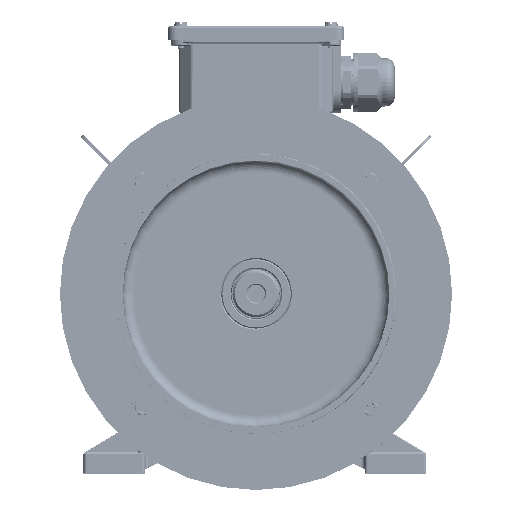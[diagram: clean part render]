
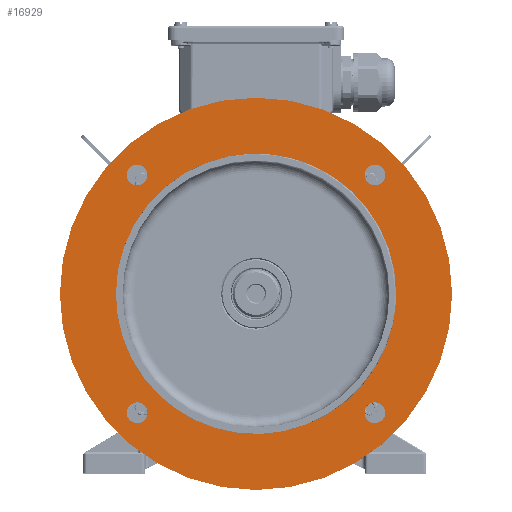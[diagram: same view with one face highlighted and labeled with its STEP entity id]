
A CAD part, top view. The second image highlights one B-rep face of the part: STEP entity #16929.
In plain terms, the highlighted planar face has unit normal (0, 0, 1).
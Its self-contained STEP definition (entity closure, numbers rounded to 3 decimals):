
#10034=PLANE('',#156225);
#12859=FACE_BOUND('',#36209,.T.);
#12860=FACE_BOUND('',#36210,.T.);
#12861=FACE_BOUND('',#36211,.T.);
#12862=FACE_BOUND('',#36212,.T.);
#12863=FACE_BOUND('',#36213,.T.);
#12864=FACE_BOUND('',#36214,.T.);
#16929=ADVANCED_FACE('',(#12859,#12860,#12861,#12862,#12863,#12864),#10034,
 .T.);
#36209=EDGE_LOOP('',(#81838,#81839));
#36210=EDGE_LOOP('',(#81840,#81841));
#36211=EDGE_LOOP('',(#81842,#81843));
#36212=EDGE_LOOP('',(#81844,#81845));
#36213=EDGE_LOOP('',(#81846,#81847));
#36214=EDGE_LOOP('',(#81848,#81849));
#81838=ORIENTED_EDGE('',*,*,#132622,.F.);
#81839=ORIENTED_EDGE('',*,*,#132621,.F.);
#81840=ORIENTED_EDGE('',*,*,#132618,.F.);
#81841=ORIENTED_EDGE('',*,*,#132617,.F.);
#81842=ORIENTED_EDGE('',*,*,#132614,.F.);
#81843=ORIENTED_EDGE('',*,*,#132613,.F.);
#81844=ORIENTED_EDGE('',*,*,#132770,.F.);
#81845=ORIENTED_EDGE('',*,*,#132625,.F.);
#81846=ORIENTED_EDGE('',*,*,#132691,.T.);
#81847=ORIENTED_EDGE('',*,*,#132771,.T.);
#81848=ORIENTED_EDGE('',*,*,#132696,.F.);
#81849=ORIENTED_EDGE('',*,*,#132769,.F.);
#116101=VERTEX_POINT('',#229647);
#116102=VERTEX_POINT('',#229649);
#116103=VERTEX_POINT('',#229655);
#116104=VERTEX_POINT('',#229657);
#116105=VERTEX_POINT('',#229663);
#116106=VERTEX_POINT('',#229665);
#116107=VERTEX_POINT('',#229671);
#116108=VERTEX_POINT('',#229673);
#116167=VERTEX_POINT('',#229816);
#116168=VERTEX_POINT('',#229818);
#116172=VERTEX_POINT('',#229851);
#116173=VERTEX_POINT('',#229853);
#132613=EDGE_CURVE('',#116102,#116101,#148778,.T.);
#132614=EDGE_CURVE('',#116101,#116102,#148779,.T.);
#132617=EDGE_CURVE('',#116104,#116103,#148780,.T.);
#132618=EDGE_CURVE('',#116103,#116104,#148781,.T.);
#132621=EDGE_CURVE('',#116106,#116105,#148782,.T.);
#132622=EDGE_CURVE('',#116105,#116106,#148783,.T.);
#132625=EDGE_CURVE('',#116108,#116107,#148784,.T.);
#132691=EDGE_CURVE('',#116168,#116167,#148819,.T.);
#132696=EDGE_CURVE('',#116172,#116173,#148821,.T.);
#132769=EDGE_CURVE('',#116173,#116172,#148861,.T.);
#132770=EDGE_CURVE('',#116107,#116108,#148862,.T.);
#132771=EDGE_CURVE('',#116167,#116168,#148863,.T.);
#148778=CIRCLE('',#156084,9.25);
#148779=CIRCLE('',#156086,9.25);
#148780=CIRCLE('',#156088,9.25);
#148781=CIRCLE('',#156090,9.25);
#148782=CIRCLE('',#156092,9.25);
#148783=CIRCLE('',#156094,9.25);
#148784=CIRCLE('',#156096,9.25);
#148819=CIRCLE('',#156149,175.);
#148821=CIRCLE('',#156152,125.);
#148861=CIRCLE('',#156221,125.);
#148862=CIRCLE('',#156223,9.25);
#148863=CIRCLE('',#156224,175.);
#156084=AXIS2_PLACEMENT_3D('',#229650,#176908,#176909);
#156086=AXIS2_PLACEMENT_3D('',#229652,#176912,#176913);
#156088=AXIS2_PLACEMENT_3D('',#229658,#176918,#176919);
#156090=AXIS2_PLACEMENT_3D('',#229660,#176922,#176923);
#156092=AXIS2_PLACEMENT_3D('',#229666,#176928,#176929);
#156094=AXIS2_PLACEMENT_3D('',#229668,#176932,#176933);
#156096=AXIS2_PLACEMENT_3D('',#229674,#176938,#176939);
#156149=AXIS2_PLACEMENT_3D('',#229817,#177075,#177076);
#156152=AXIS2_PLACEMENT_3D('',#229852,#177083,#177084);
#156221=AXIS2_PLACEMENT_3D('',#230079,#177245,#177246);
#156223=AXIS2_PLACEMENT_3D('',#230081,#177249,#177250);
#156224=AXIS2_PLACEMENT_3D('',#230082,#177251,#177252);
#156225=AXIS2_PLACEMENT_3D('',#230083,#177253,#177254);
#176908=DIRECTION('',(0.,0.,1.));
#176909=DIRECTION('',(1.,0.,0.));
#176912=DIRECTION('',(0.,0.,1.));
#176913=DIRECTION('',(1.,0.,0.));
#176918=DIRECTION('',(0.,0.,1.));
#176919=DIRECTION('',(1.,0.,0.));
#176922=DIRECTION('',(0.,0.,1.));
#176923=DIRECTION('',(1.,0.,0.));
#176928=DIRECTION('',(0.,0.,1.));
#176929=DIRECTION('',(1.,0.,0.));
#176932=DIRECTION('',(0.,0.,1.));
#176933=DIRECTION('',(1.,0.,0.));
#176938=DIRECTION('',(0.,0.,1.));
#176939=DIRECTION('',(1.,0.,0.));
#177075=DIRECTION('',(0.,0.,1.));
#177076=DIRECTION('',(1.,0.,0.));
#177083=DIRECTION('',(0.,0.,1.));
#177084=DIRECTION('',(1.,0.,0.));
#177245=DIRECTION('',(0.,0.,1.));
#177246=DIRECTION('',(1.,0.,0.));
#177249=DIRECTION('',(0.,0.,1.));
#177250=DIRECTION('',(1.,0.,0.));
#177251=DIRECTION('',(0.,0.,1.));
#177252=DIRECTION('',(1.,0.,0.));
#177253=DIRECTION('',(0.,0.,1.));
#177254=DIRECTION('',(-1.,0.,0.));
#229647=CARTESIAN_POINT('',(-96.816,103.484,213.457));
#229649=CARTESIAN_POINT('',(-115.316,103.484,213.457));
#229650=CARTESIAN_POINT('',(-106.066,103.484,213.457));
#229652=CARTESIAN_POINT('',(-106.066,103.484,213.457));
#229655=CARTESIAN_POINT('',(-96.816,-108.648,213.457));
#229657=CARTESIAN_POINT('',(-115.316,-108.648,213.457));
#229658=CARTESIAN_POINT('',(-106.066,-108.648,213.457));
#229660=CARTESIAN_POINT('',(-106.066,-108.648,213.457));
#229663=CARTESIAN_POINT('',(115.316,-108.648,213.457));
#229665=CARTESIAN_POINT('',(96.816,-108.648,213.457));
#229666=CARTESIAN_POINT('',(106.066,-108.648,213.457));
#229668=CARTESIAN_POINT('',(106.066,-108.648,213.457));
#229671=CARTESIAN_POINT('',(115.316,103.484,213.457));
#229673=CARTESIAN_POINT('',(96.816,103.484,213.457));
#229674=CARTESIAN_POINT('',(106.066,103.484,213.457));
#229816=CARTESIAN_POINT('',(-175.,-2.582,213.457));
#229817=CARTESIAN_POINT('',(0.,-2.582,213.457));
#229818=CARTESIAN_POINT('',(175.,-2.582,213.457));
#229851=CARTESIAN_POINT('',(125.,-2.582,213.457));
#229852=CARTESIAN_POINT('',(0.,-2.582,213.457));
#229853=CARTESIAN_POINT('',(-125.,-2.582,213.457));
#230079=CARTESIAN_POINT('',(0.,-2.582,213.457));
#230081=CARTESIAN_POINT('',(106.066,103.484,213.457));
#230082=CARTESIAN_POINT('',(0.,-2.582,213.457));
#230083=CARTESIAN_POINT('',(0.,-231.817,213.457));
